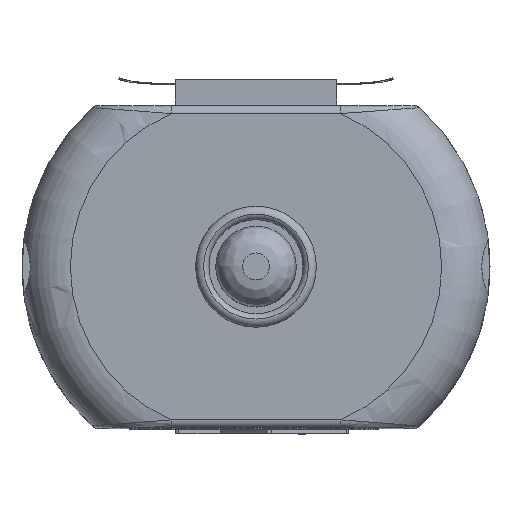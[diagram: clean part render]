
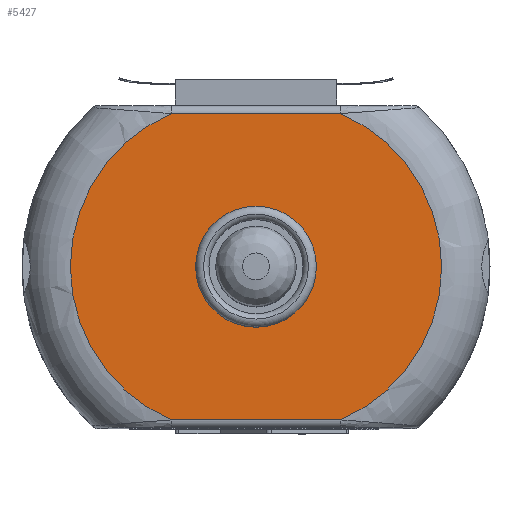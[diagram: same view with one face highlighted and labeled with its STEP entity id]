
A CAD part, top view. The second image highlights one B-rep face of the part: STEP entity #5427.
In plain terms, the highlighted planar face has unit normal (0, 0, 1).
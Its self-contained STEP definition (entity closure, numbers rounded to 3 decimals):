
#119=CIRCLE('',#5686,6.2);
#120=CIRCLE('',#5688,6.2);
#121=CIRCLE('',#5689,2.25);
#173=FACE_BOUND('',#1130,.T.);
#805=FACE_OUTER_BOUND('',#1129,.T.);
#1129=EDGE_LOOP('',(#4729,#4730,#4731,#4732));
#1130=EDGE_LOOP('',(#4733));
#1612=LINE('',#9402,#2079);
#1615=LINE('',#9514,#2082);
#2079=VECTOR('',#6517,10.);
#2082=VECTOR('',#6542,10.);
#2565=VERTEX_POINT('',#9390);
#2566=VERTEX_POINT('',#9400);
#2571=VERTEX_POINT('',#9494);
#2573=VERTEX_POINT('',#9512);
#2575=VERTEX_POINT('',#9574);
#3294=EDGE_CURVE('',#2566,#2565,#1612,.T.);
#3307=EDGE_CURVE('',#2573,#2571,#1615,.T.);
#3313=EDGE_CURVE('',#2565,#2573,#119,.T.);
#3314=EDGE_CURVE('',#2571,#2566,#120,.T.);
#3315=EDGE_CURVE('',#2575,#2575,#121,.T.);
#4729=ORIENTED_EDGE('',*,*,#3294,.F.);
#4730=ORIENTED_EDGE('',*,*,#3314,.F.);
#4731=ORIENTED_EDGE('',*,*,#3307,.F.);
#4732=ORIENTED_EDGE('',*,*,#3313,.F.);
#4733=ORIENTED_EDGE('',*,*,#3315,.T.);
#5159=PLANE('',#5687);
#5427=ADVANCED_FACE('',(#805,#173),#5159,.T.);
#5686=AXIS2_PLACEMENT_3D('',#9571,#6553,#6554);
#5687=AXIS2_PLACEMENT_3D('',#9572,#6555,#6556);
#5688=AXIS2_PLACEMENT_3D('',#9573,#6557,#6558);
#5689=AXIS2_PLACEMENT_3D('',#9575,#6559,#6560);
#6517=DIRECTION('',(-1.,0.,0.));
#6542=DIRECTION('',(1.,0.,0.));
#6553=DIRECTION('center_axis',(0.,0.,-1.));
#6554=DIRECTION('ref_axis',(-1.,0.,0.));
#6555=DIRECTION('center_axis',(0.,0.,1.));
#6556=DIRECTION('ref_axis',(1.,0.,0.));
#6557=DIRECTION('center_axis',(0.,0.,-1.));
#6558=DIRECTION('ref_axis',(1.,0.,0.));
#6559=DIRECTION('center_axis',(0.,0.,-1.));
#6560=DIRECTION('ref_axis',(0.,1.,0.));
#9390=CARTESIAN_POINT('',(-3.148,0.3,15.));
#9400=CARTESIAN_POINT('',(3.148,0.3,15.));
#9402=CARTESIAN_POINT('',(0.,0.3,15.));
#9494=CARTESIAN_POINT('',(3.148,11.7,15.));
#9512=CARTESIAN_POINT('',(-3.148,11.7,15.));
#9514=CARTESIAN_POINT('',(3.,11.7,15.));
#9571=CARTESIAN_POINT('Origin',(-0.708,6.,15.));
#9572=CARTESIAN_POINT('Origin',(0.,6.,15.));
#9573=CARTESIAN_POINT('Origin',(0.708,6.,15.));
#9574=CARTESIAN_POINT('',(0.,8.25,15.));
#9575=CARTESIAN_POINT('Origin',(0.,6.,15.));
